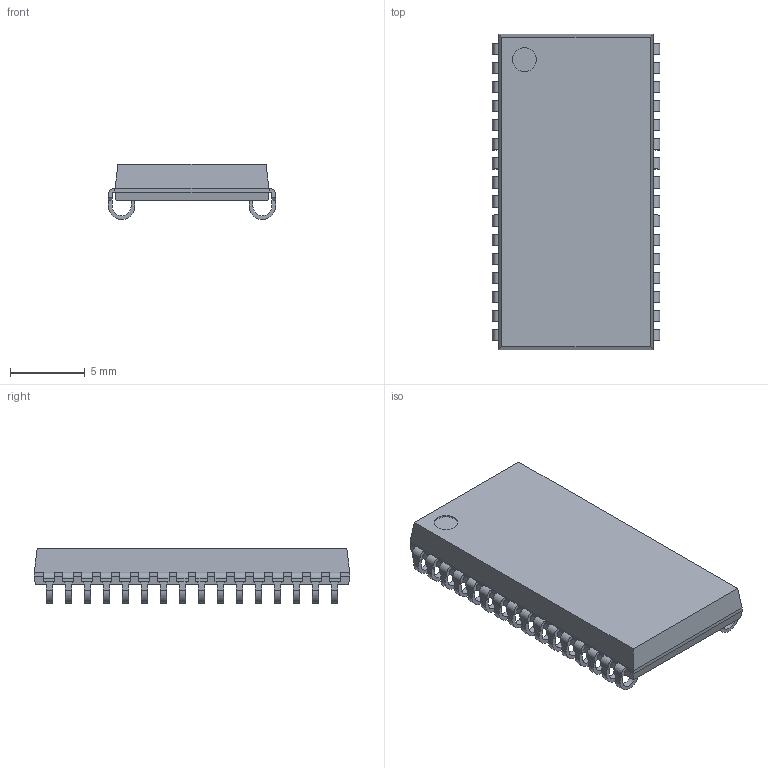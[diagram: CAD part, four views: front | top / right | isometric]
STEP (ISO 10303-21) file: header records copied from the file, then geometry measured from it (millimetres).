
FILE_DESCRIPTION((''),'2;1');
FILE_NAME('SOJ127P1118X368-32N.stp','2011-06-08T12:26:12',(''),(''),'Mechanical Desktop 2011','Mechanical Desktop 2011',', , ');
FILE_SCHEMA(('AUTOMOTIVE_DESIGN { 1 2 10303 214 1 1 1 1 }'));
Length unit declared in the file: millimetre
Products named in the file (1): Product
Bounding box: 11.18 x 21.08 x 3.68 mm (x, y, z)
Volume: 527.7 mm3; surface area: 784.7 mm2
Topology: 65 solids, 65 shells, 721 faces, 1764 edges, 1176 vertices
Faces by surface type: bspline 352, plane 303, cylinder 66
Entity records: 21814 total; most frequent: CARTESIAN_POINT 5612, ORIENTED_EDGE 3524, DIRECTION 2764, EDGE_CURVE 1762, VECTOR 1504, LINE 1504, VERTEX_POINT 1172, EDGE_LOOP 722
